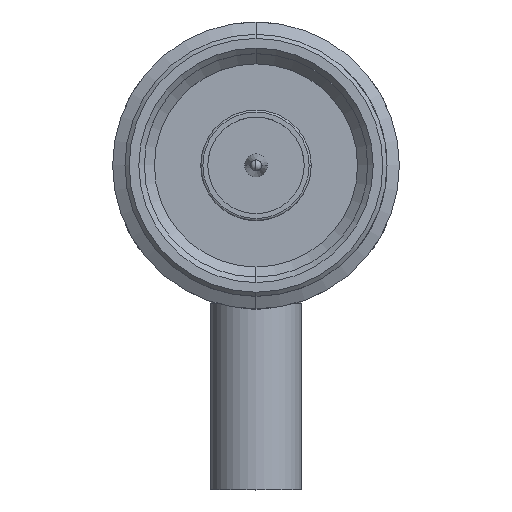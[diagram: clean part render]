
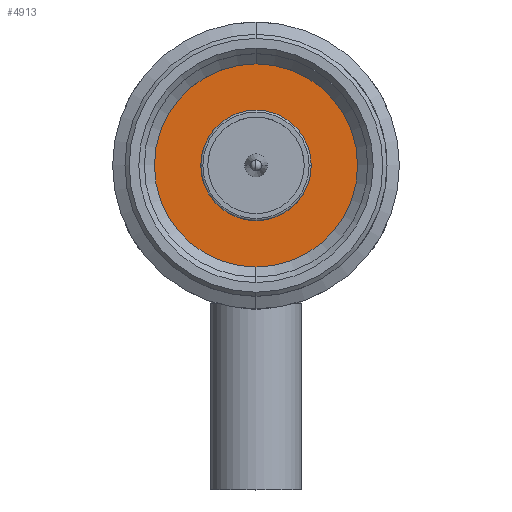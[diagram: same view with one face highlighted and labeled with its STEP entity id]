
A CAD part, top view. The second image highlights one B-rep face of the part: STEP entity #4913.
In plain terms, the highlighted planar face has unit normal (0, 0, 1).
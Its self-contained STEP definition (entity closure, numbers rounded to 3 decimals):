
#5 = CIRCLE ( 'NONE', #14860, 4.005 ) ;
#377 = CIRCLE ( 'NONE', #12961, 7.366 ) ;
#1164 = CARTESIAN_POINT ( 'NONE',  ( 0., 0., -4.662 ) ) ;
#1975 = CARTESIAN_POINT ( 'NONE',  ( 4.005, 0., -4.662 ) ) ;
#2545 = EDGE_LOOP ( 'NONE', ( #17288, #9244 ) ) ;
#2549 = AXIS2_PLACEMENT_3D ( 'NONE', #14458, #5292, #15998 ) ;
#2567 = FACE_OUTER_BOUND ( 'NONE', #2545, .T. ) ;
#2697 = DIRECTION ( 'NONE',  ( -1., 0., 0. ) ) ;
#3320 = CIRCLE ( 'NONE', #3616, 4.005 ) ;
#3614 = DIRECTION ( 'NONE',  ( 0., 0., -1. ) ) ;
#3616 = AXIS2_PLACEMENT_3D ( 'NONE', #12774, #3614, #14306 ) ;
#3885 = EDGE_CURVE ( 'NONE', #13254, #4242, #377, .T. ) ;
#3921 = CARTESIAN_POINT ( 'NONE',  ( 0., 0., -4.662 ) ) ;
#4242 = VERTEX_POINT ( 'NONE', #9144 ) ;
#4913 = ADVANCED_FACE ( 'NONE', ( #18359, #2567 ), #11432, .F. ) ;
#5292 = DIRECTION ( 'NONE',  ( 0., 0., 1. ) ) ;
#5455 = DIRECTION ( 'NONE',  ( -1., 0., 0. ) ) ;
#6748 = ORIENTED_EDGE ( 'NONE', *, *, #12522, .T. ) ;
#6933 = DIRECTION ( 'NONE',  ( -1., 0., 0. ) ) ;
#9144 = CARTESIAN_POINT ( 'NONE',  ( 0., -7.366, -4.662 ) ) ;
#9244 = ORIENTED_EDGE ( 'NONE', *, *, #3885, .T. ) ;
#10717 = EDGE_CURVE ( 'NONE', #4242, #13254, #11219, .T. ) ;
#11219 = CIRCLE ( 'NONE', #2549, 7.366 ) ;
#11432 = PLANE ( 'NONE',  #16916 ) ;
#11855 = DIRECTION ( 'NONE',  ( 0., 0., 1. ) ) ;
#12348 = VERTEX_POINT ( 'NONE', #19678 ) ;
#12522 = EDGE_CURVE ( 'NONE', #18286, #12348, #3320, .T. ) ;
#12745 = CARTESIAN_POINT ( 'NONE',  ( 0., 7.366, -4.662 ) ) ;
#12774 = CARTESIAN_POINT ( 'NONE',  ( 0., 0., -4.662 ) ) ;
#12865 = ORIENTED_EDGE ( 'NONE', *, *, #19706, .T. ) ;
#12961 = AXIS2_PLACEMENT_3D ( 'NONE', #1164, #11855, #2697 ) ;
#13046 = CARTESIAN_POINT ( 'NONE',  ( 0., 0., -4.662 ) ) ;
#13254 = VERTEX_POINT ( 'NONE', #12745 ) ;
#14306 = DIRECTION ( 'NONE',  ( -1., 0., 0. ) ) ;
#14458 = CARTESIAN_POINT ( 'NONE',  ( 0., 0., -4.662 ) ) ;
#14628 = DIRECTION ( 'NONE',  ( 0., 0., -1. ) ) ;
#14860 = AXIS2_PLACEMENT_3D ( 'NONE', #3921, #14628, #5455 ) ;
#15998 = DIRECTION ( 'NONE',  ( -1., 0., 0. ) ) ;
#16113 = DIRECTION ( 'NONE',  ( 0., 0., -1. ) ) ;
#16916 = AXIS2_PLACEMENT_3D ( 'NONE', #13046, #16113, #6933 ) ;
#17288 = ORIENTED_EDGE ( 'NONE', *, *, #10717, .T. ) ;
#18286 = VERTEX_POINT ( 'NONE', #1975 ) ;
#18359 = FACE_BOUND ( 'NONE', #18382, .T. ) ;
#18382 = EDGE_LOOP ( 'NONE', ( #6748, #12865 ) ) ;
#19678 = CARTESIAN_POINT ( 'NONE',  ( -4.005, 0., -4.662 ) ) ;
#19706 = EDGE_CURVE ( 'NONE', #12348, #18286, #5, .T. ) ;
